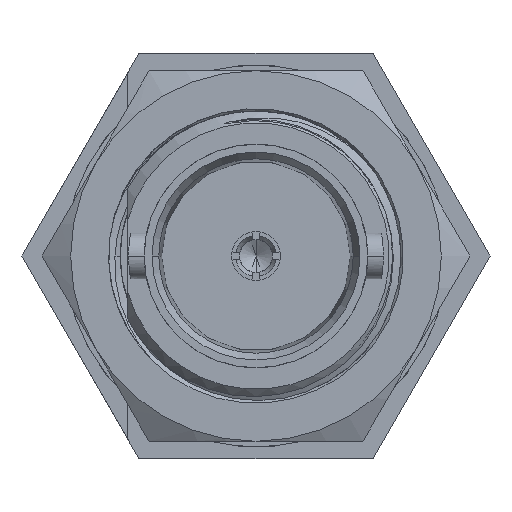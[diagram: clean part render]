
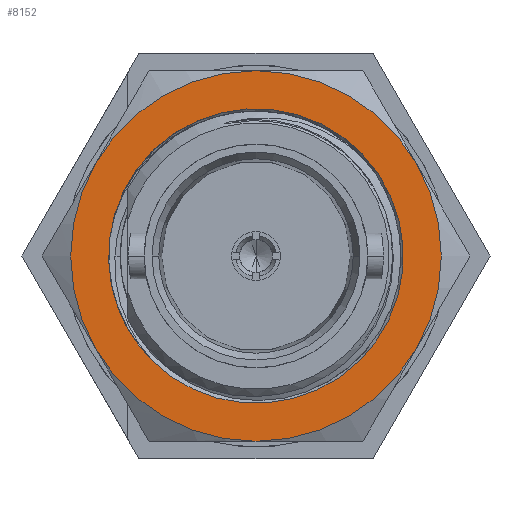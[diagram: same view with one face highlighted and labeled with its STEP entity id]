
A CAD part, left-side view. The second image highlights one B-rep face of the part: STEP entity #8152.
In plain terms, the highlighted planar face has unit normal (-1, 0, 0).
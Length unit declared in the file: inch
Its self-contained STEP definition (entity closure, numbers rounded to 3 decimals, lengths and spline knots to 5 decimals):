
#851=CARTESIAN_POINT('',(0.46063,0.,0.));
#852=DIRECTION('',(1.,0.,0.));
#853=DIRECTION('',(0.,0.993,0.119));
#854=AXIS2_PLACEMENT_3D('',#851,#852,#853);
#1218=CARTESIAN_POINT('',(0.46063,0.,0.));
#1219=DIRECTION('',(-1.,0.,0.));
#1220=DIRECTION('',(0.,0.,1.));
#1221=AXIS2_PLACEMENT_3D('',#1218,#1219,#1220);
#1223=CARTESIAN_POINT('',(0.46063,0.,0.));
#1224=DIRECTION('',(-1.,0.,0.));
#1225=DIRECTION('',(0.,-0.866,0.5));
#1226=AXIS2_PLACEMENT_3D('',#1223,#1224,#1225);
#1228=CARTESIAN_POINT('',(0.46063,0.,0.));
#1229=DIRECTION('',(-1.,0.,0.));
#1230=DIRECTION('',(0.,-0.866,-0.5));
#1231=AXIS2_PLACEMENT_3D('',#1228,#1229,#1230);
#1233=CARTESIAN_POINT('',(0.46063,0.,0.));
#1234=DIRECTION('',(-1.,0.,0.));
#1235=DIRECTION('',(0.,0.,-1.));
#1236=AXIS2_PLACEMENT_3D('',#1233,#1234,#1235);
#1238=CARTESIAN_POINT('',(0.46063,0.,0.));
#1239=DIRECTION('',(-1.,0.,0.));
#1240=DIRECTION('',(0.,0.866,-0.5));
#1241=AXIS2_PLACEMENT_3D('',#1238,#1239,#1240);
#1243=CARTESIAN_POINT('',(0.46063,0.,0.));
#1244=DIRECTION('',(-1.,0.,0.));
#1245=DIRECTION('',(0.,0.866,0.5));
#1246=AXIS2_PLACEMENT_3D('',#1243,#1244,#1245);
#1248=CARTESIAN_POINT('',(0.46063,0.24862,
0.02978));
#1249=CARTESIAN_POINT('',(0.46063,0.24943,
0.02305));
#1250=CARTESIAN_POINT('',(0.46063,0.2505,
0.00954));
#1251=CARTESIAN_POINT('',(0.46063,0.25044,
-0.01095));
#1252=CARTESIAN_POINT('',(0.46063,0.2487,
-0.03144));
#1253=CARTESIAN_POINT('',(0.46063,0.24529,
-0.0517));
#1254=CARTESIAN_POINT('',(0.46063,0.24023,
-0.07163));
#1255=CARTESIAN_POINT('',(0.46063,0.23356,
-0.09104));
#1256=CARTESIAN_POINT('',(0.46063,0.22531,
-0.10988));
#1257=CARTESIAN_POINT('',(0.46063,0.21557,
-0.12795));
#1258=CARTESIAN_POINT('',(0.46063,0.20435,
-0.14519));
#1259=CARTESIAN_POINT('',(0.46063,0.19181,
-0.16141));
#1260=CARTESIAN_POINT('',(0.46063,0.18249,
-0.17159));
#1261=CARTESIAN_POINT('',(0.46063,0.17766,
-0.17646));
#6415=CARTESIAN_POINT('',(0.46063,0.,
0.31496));
#6416=CARTESIAN_POINT('',(0.46063,0.27276,
0.15748));
#6417=VERTEX_POINT('',#6415);
#6418=VERTEX_POINT('',#6416);
#6419=CARTESIAN_POINT('',(0.46063,0.27276,
-0.15748));
#6420=VERTEX_POINT('',#6419);
#6421=CARTESIAN_POINT('',(0.46063,0.,-0.31496));
#6422=VERTEX_POINT('',#6421);
#6423=CARTESIAN_POINT('',(0.46063,-0.27276,
-0.15748));
#6424=VERTEX_POINT('',#6423);
#6425=CARTESIAN_POINT('',(0.46063,-0.27276,
0.15748));
#6426=VERTEX_POINT('',#6425);
#6457=CARTESIAN_POINT('',(0.46063,0.24862,
0.02978));
#6458=CARTESIAN_POINT('',(0.46063,0.17771,
-0.1764));
#6459=VERTEX_POINT('',#6457);
#6460=VERTEX_POINT('',#6458);
#8129=CARTESIAN_POINT('',(0.46063,0.,0.));
#8130=DIRECTION('',(-1.,0.,0.));
#8131=DIRECTION('',(0.,-1.,0.));
#8132=AXIS2_PLACEMENT_3D('',#8129,#8130,#8131);
#8133=PLANE('',#8132);
#8135=ORIENTED_EDGE('',*,*,#8134,.F.);
#8137=ORIENTED_EDGE('',*,*,#8136,.F.);
#8139=ORIENTED_EDGE('',*,*,#8138,.F.);
#8141=ORIENTED_EDGE('',*,*,#8140,.F.);
#8143=ORIENTED_EDGE('',*,*,#8142,.F.);
#8145=ORIENTED_EDGE('',*,*,#8144,.F.);
#8146=EDGE_LOOP('',(#8135,#8137,#8139,#8141,#8143,#8145));
#8147=FACE_OUTER_BOUND('',#8146,.F.);
#8148=ORIENTED_EDGE('',*,*,#7510,.F.);
#8149=ORIENTED_EDGE('',*,*,#8119,.T.);
#8150=EDGE_LOOP('',(#8148,#8149));
#8151=FACE_BOUND('',#8150,.F.);
#8152=ADVANCED_FACE('',(#8147,#8151),#8133,.T.);
#855=CIRCLE('',#854,0.25039);
#1222=CIRCLE('',#1221,0.31496);
#1227=CIRCLE('',#1226,0.31496);
#1232=CIRCLE('',#1231,0.31496);
#1237=CIRCLE('',#1236,0.31496);
#1242=CIRCLE('',#1241,0.31496);
#1247=CIRCLE('',#1246,0.31496);
#1262=B_SPLINE_CURVE_WITH_KNOTS('',3,(#1248,#1249,#1250,#1251,#1252,#1253,#1254,
#1255,#1256,#1257,#1258,#1259,#1260,#1261),.UNSPECIFIED.,.F.,.F.,(4,1,1,1,1,1,1,
1,1,1,1,4),(0.,0.09091,0.18182,0.27273,
0.36364,0.45455,0.54545,0.63636,
0.72727,0.81818,0.90909,1.),.UNSPECIFIED.);
#7510=EDGE_CURVE('',#6459,#6460,#855,.T.);
#8119=EDGE_CURVE('',#6459,#6460,#1262,.T.);
#8134=EDGE_CURVE('',#6417,#6418,#1222,.T.);
#8136=EDGE_CURVE('',#6426,#6417,#1227,.T.);
#8138=EDGE_CURVE('',#6424,#6426,#1232,.T.);
#8140=EDGE_CURVE('',#6422,#6424,#1237,.T.);
#8142=EDGE_CURVE('',#6420,#6422,#1242,.T.);
#8144=EDGE_CURVE('',#6418,#6420,#1247,.T.);
